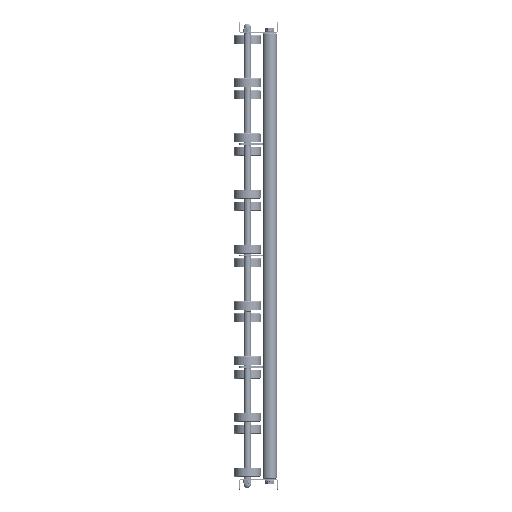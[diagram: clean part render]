
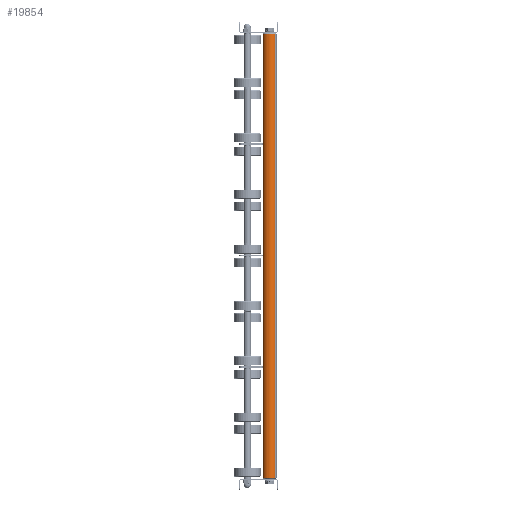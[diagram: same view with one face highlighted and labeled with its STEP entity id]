
A CAD part, left-side view. The second image highlights one B-rep face of the part: STEP entity #19854.
In plain terms, the highlighted cylindrical face has radius 12.5 mm (diameter 25 mm), a partial arc.
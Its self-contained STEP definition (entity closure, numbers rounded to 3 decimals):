
#391 = AXIS2_PLACEMENT_3D ( 'NONE', #3473, #14817, #9235 ) ;
#1497 = VECTOR ( 'NONE', #25738, 1000. ) ;
#2072 = ORIENTED_EDGE ( 'NONE', *, *, #26181, .T. ) ;
#3201 = VERTEX_POINT ( 'NONE', #8279 ) ;
#3309 = CARTESIAN_POINT ( 'NONE',  ( 1., 0., 12.5 ) ) ;
#3473 = CARTESIAN_POINT ( 'NONE',  ( 800., 0., 0. ) ) ;
#4553 = CIRCLE ( 'NONE', #21727, 12.5 ) ;
#5864 = CARTESIAN_POINT ( 'NONE',  ( 800., 0., 12.5 ) ) ;
#6253 = CYLINDRICAL_SURFACE ( 'NONE', #391, 12.5 ) ;
#8279 = CARTESIAN_POINT ( 'NONE',  ( 799., 0., -12.5 ) ) ;
#9235 = DIRECTION ( 'NONE',  ( 0., 0., 1. ) ) ;
#10294 = EDGE_CURVE ( 'NONE', #30214, #16818, #23132, .T. ) ;
#10773 = ORIENTED_EDGE ( 'NONE', *, *, #10294, .T. ) ;
#10877 = DIRECTION ( 'NONE',  ( 0., 0., -1. ) ) ;
#11151 = CARTESIAN_POINT ( 'NONE',  ( 799., 0., 12.5 ) ) ;
#11782 = DIRECTION ( 'NONE',  ( 0., 0., -1. ) ) ;
#13914 = EDGE_CURVE ( 'NONE', #3201, #24519, #22109, .T. ) ;
#14817 = DIRECTION ( 'NONE',  ( -1., 0., 0. ) ) ;
#15005 = FACE_OUTER_BOUND ( 'NONE', #29862, .T. ) ;
#16361 = ORIENTED_EDGE ( 'NONE', *, *, #32313, .T. ) ;
#16818 = VERTEX_POINT ( 'NONE', #3309 ) ;
#19509 = AXIS2_PLACEMENT_3D ( 'NONE', #29028, #31974, #11782 ) ;
#19854 = ADVANCED_FACE ( 'NONE', ( #15005 ), #6253, .T. ) ;
#21727 = AXIS2_PLACEMENT_3D ( 'NONE', #36067, #21821, #10877 ) ;
#21821 = DIRECTION ( 'NONE',  ( -1., 0., 0. ) ) ;
#22109 = LINE ( 'NONE', #30071, #29684 ) ;
#23132 = LINE ( 'NONE', #5864, #1497 ) ;
#24513 = DIRECTION ( 'NONE',  ( -1., 0., 0. ) ) ;
#24519 = VERTEX_POINT ( 'NONE', #25922 ) ;
#25738 = DIRECTION ( 'NONE',  ( -1., 0., 0. ) ) ;
#25922 = CARTESIAN_POINT ( 'NONE',  ( 1., 0., -12.5 ) ) ;
#26181 = EDGE_CURVE ( 'NONE', #16818, #24519, #35449, .T. ) ;
#29028 = CARTESIAN_POINT ( 'NONE',  ( 1., 0., 0. ) ) ;
#29684 = VECTOR ( 'NONE', #24513, 1000. ) ;
#29862 = EDGE_LOOP ( 'NONE', ( #36103, #16361, #10773, #2072 ) ) ;
#30071 = CARTESIAN_POINT ( 'NONE',  ( 800., 0., -12.5 ) ) ;
#30214 = VERTEX_POINT ( 'NONE', #11151 ) ;
#31974 = DIRECTION ( 'NONE',  ( 1., 0., 0. ) ) ;
#32313 = EDGE_CURVE ( 'NONE', #3201, #30214, #4553, .T. ) ;
#35449 = CIRCLE ( 'NONE', #19509, 12.5 ) ;
#36067 = CARTESIAN_POINT ( 'NONE',  ( 799., 0., 0. ) ) ;
#36103 = ORIENTED_EDGE ( 'NONE', *, *, #13914, .F. ) ;
